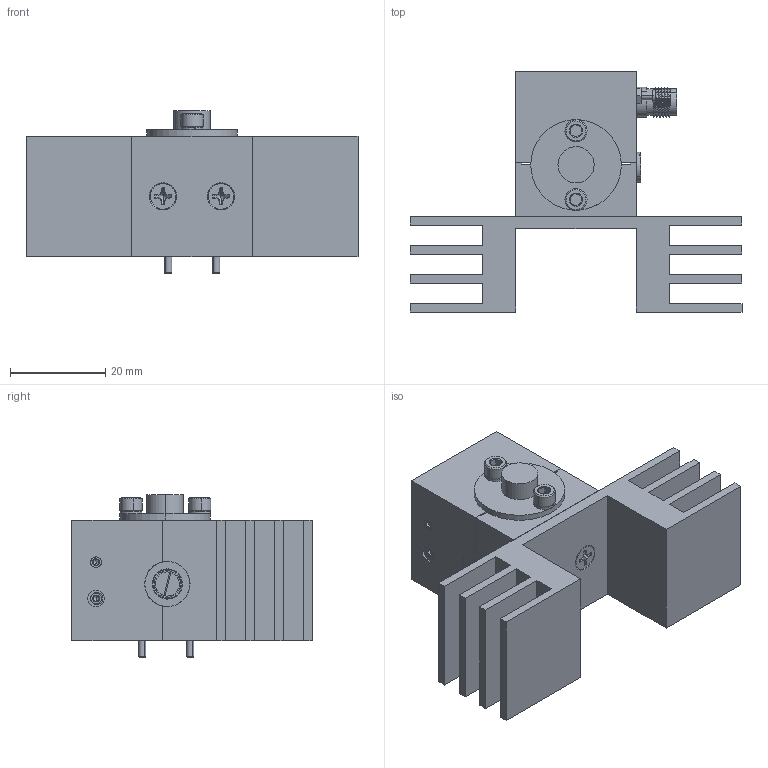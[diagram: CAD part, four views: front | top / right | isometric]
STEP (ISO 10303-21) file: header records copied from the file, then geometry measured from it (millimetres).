
FILE_DESCRIPTION (( 'STEP AP203' ), '1' );
FILE_NAME ('SOB-77305213-12-S1.STEP', '2019-03-20T19:23:33', ( '' ), ( '' ), 'SwSTEP 2.0', 'SolidWorks 2016', '' );
FILE_SCHEMA (( 'CONFIG_CONTROL_DESIGN' ));
Length unit declared in the file: millimetre
Products named in the file (1): SOB-77305213-12-S1
Bounding box: 69.85 x 50.55 x 34.23 mm (x, y, z)
Surface area: 18048.3 mm2 (no closed solid volume)
Topology: 0 solids, 26 shells, 463 faces, 1406 edges, 940 vertices
Faces by surface type: plane 242, cylinder 118, cone 101, bspline 2
Entity records: 17356 total; most frequent: CARTESIAN_POINT 5011, DIRECTION 2540, ORIENTED_EDGE 2433, EDGE_CURVE 1390, VERTEX_POINT 940, AXIS2_PLACEMENT_3D 914, VECTOR 712, LINE 712
